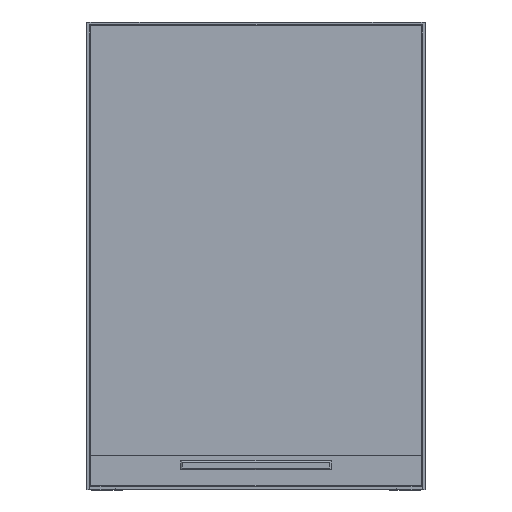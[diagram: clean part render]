
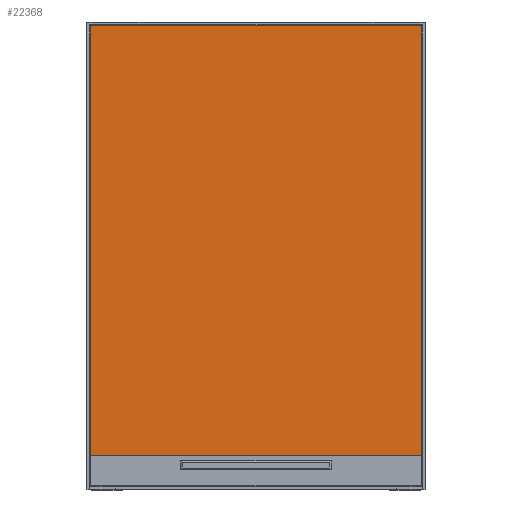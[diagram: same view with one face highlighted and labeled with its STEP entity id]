
A CAD part, top view. The second image highlights one B-rep face of the part: STEP entity #22368.
In plain terms, the highlighted planar face has unit normal (0, 0, 1).
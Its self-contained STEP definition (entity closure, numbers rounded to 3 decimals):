
#22248=CARTESIAN_POINT('',(-16.942,3.505,2.273));
#22249=VERTEX_POINT('',#22248);
#22256=CARTESIAN_POINT('',(-16.942,47.447,2.273));
#22257=VERTEX_POINT('',#22256);
#22258=CARTESIAN_POINT('',(-16.942,3.505,2.273));
#22259=DIRECTION('',(0.,1.,0.));
#22260=VECTOR('',#22259,43.942);
#22261=LINE('',#22258,#22260);
#22262=EDGE_CURVE('',#22249,#22257,#22261,.T.);
#22287=CARTESIAN_POINT('',(16.942,47.447,2.273));
#22288=VERTEX_POINT('',#22287);
#22289=CARTESIAN_POINT('',(-16.942,47.447,2.273));
#22290=DIRECTION('',(1.,0.,-0.));
#22291=VECTOR('',#22290,33.884);
#22292=LINE('',#22289,#22291);
#22293=EDGE_CURVE('',#22257,#22288,#22292,.T.);
#22318=CARTESIAN_POINT('',(16.942,3.505,2.273));
#22319=VERTEX_POINT('',#22318);
#22320=CARTESIAN_POINT('',(16.942,47.447,2.273));
#22321=DIRECTION('',(-0.,-1.,-0.));
#22322=VECTOR('',#22321,43.942);
#22323=LINE('',#22320,#22322);
#22324=EDGE_CURVE('',#22288,#22319,#22323,.T.);
#22347=CARTESIAN_POINT('',(16.942,3.505,2.273));
#22348=DIRECTION('',(-1.,-0.,0.));
#22349=VECTOR('',#22348,33.884);
#22350=LINE('',#22347,#22349);
#22351=EDGE_CURVE('',#22319,#22249,#22350,.T.);
#22357=CARTESIAN_POINT('',(0.,0.,2.273));
#22358=DIRECTION('',(0.,0.,-1.));
#22359=DIRECTION('',(-1.,0.,0.));
#22360=AXIS2_PLACEMENT_3D('',#22357,#22358,#22359);
#22361=PLANE('',#22360);
#22362=ORIENTED_EDGE('',*,*,#22262,.F.);
#22363=ORIENTED_EDGE('',*,*,#22351,.F.);
#22364=ORIENTED_EDGE('',*,*,#22324,.F.);
#22365=ORIENTED_EDGE('',*,*,#22293,.F.);
#22366=EDGE_LOOP('',(#22362,#22363,#22364,#22365));
#22367=FACE_BOUND('',#22366,.T.);
#22368=ADVANCED_FACE('',(#22367),#22361,.F.);
